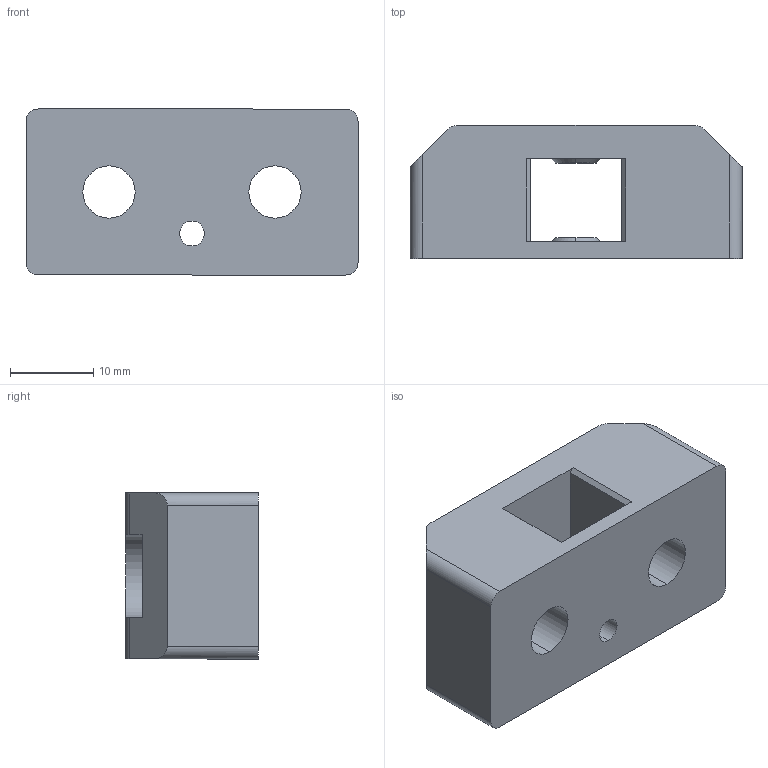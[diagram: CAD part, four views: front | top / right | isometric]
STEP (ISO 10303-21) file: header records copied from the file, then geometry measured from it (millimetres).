
FILE_DESCRIPTION (( 'STEP AP214' ), '1' );
FILE_NAME ('idlePulleyMount GBtTinyMII.STEP', '2022-07-04T10:03:04', ( '' ), ( '' ), 'SwSTEP 2.0', 'SolidWorks 2018', '' );
FILE_SCHEMA (( 'AUTOMOTIVE_DESIGN' ));
Length unit declared in the file: millimetre
Products named in the file (1): idlePulleyMount GBtTinyMII
Bounding box: 40 x 16 x 20 mm (x, y, z)
Volume: 8489.2 mm3; surface area: 4541.4 mm2
Topology: 1 solids, 1 shells, 55 faces, 150 edges, 100 vertices
Faces by surface type: plane 27, cylinder 24, cone 4
Entity records: 1810 total; most frequent: CARTESIAN_POINT 318, DIRECTION 310, ORIENTED_EDGE 300, EDGE_CURVE 150, AXIS2_PLACEMENT_3D 108, VERTEX_POINT 100, VECTOR 94, LINE 94
